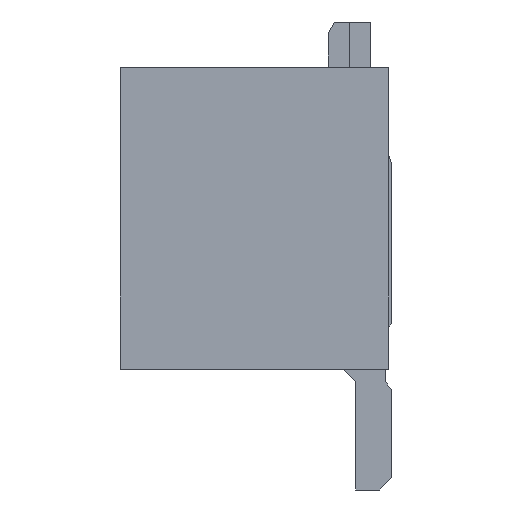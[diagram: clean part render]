
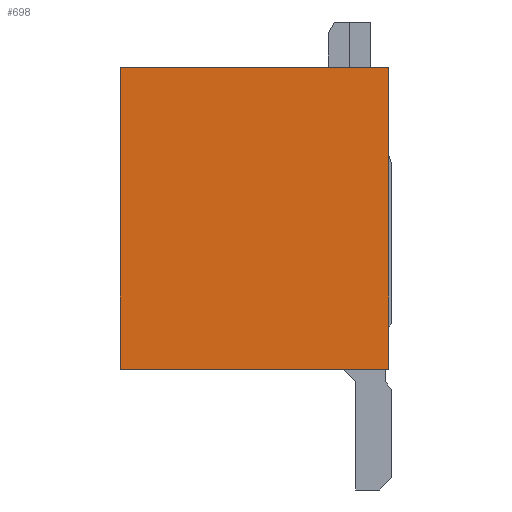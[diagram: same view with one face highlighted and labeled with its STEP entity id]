
A CAD part, left-side view. The second image highlights one B-rep face of the part: STEP entity #698.
In plain terms, the highlighted planar face has unit normal (-1, 0, 0).
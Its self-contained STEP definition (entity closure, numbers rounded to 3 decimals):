
#65 = VERTEX_POINT ( 'NONE', #3276 ) ;
#223 = VECTOR ( 'NONE', #2044, 1000. ) ;
#531 = LINE ( 'NONE', #572, #1161 ) ;
#572 = CARTESIAN_POINT ( 'NONE',  ( 0.8, -2.225, 0. ) ) ;
#609 = PLANE ( 'NONE',  #3753 ) ;
#698 = ADVANCED_FACE ( 'NONE', ( #2248 ), #609, .F. ) ;
#705 = DIRECTION ( 'NONE',  ( 0., 0., -1. ) ) ;
#821 = ORIENTED_EDGE ( 'NONE', *, *, #4100, .T. ) ;
#855 = VERTEX_POINT ( 'NONE', #2616 ) ;
#1027 = EDGE_LOOP ( 'NONE', ( #3222, #3764, #821, #3031 ) ) ;
#1161 = VECTOR ( 'NONE', #1790, 1000. ) ;
#1327 = DIRECTION ( 'NONE',  ( 1., 0., 0. ) ) ;
#1583 = EDGE_CURVE ( 'NONE', #3369, #855, #3315, .T. ) ;
#1788 = VECTOR ( 'NONE', #2084, 1000. ) ;
#1790 = DIRECTION ( 'NONE',  ( 0., -1., 0. ) ) ;
#2044 = DIRECTION ( 'NONE',  ( 0., 1., 0. ) ) ;
#2081 = EDGE_CURVE ( 'NONE', #65, #2435, #531, .T. ) ;
#2084 = DIRECTION ( 'NONE',  ( 0., 0., -1. ) ) ;
#2212 = LINE ( 'NONE', #2837, #3834 ) ;
#2248 = FACE_OUTER_BOUND ( 'NONE', #1027, .T. ) ;
#2390 = EDGE_CURVE ( 'NONE', #3369, #2435, #2212, .T. ) ;
#2435 = VERTEX_POINT ( 'NONE', #2916 ) ;
#2616 = CARTESIAN_POINT ( 'NONE',  ( 0.8, 2.225, 5. ) ) ;
#2729 = CARTESIAN_POINT ( 'NONE',  ( 0.8, -2.225, 5. ) ) ;
#2837 = CARTESIAN_POINT ( 'NONE',  ( 0.8, -2.225, 5.75 ) ) ;
#2916 = CARTESIAN_POINT ( 'NONE',  ( 0.8, -2.225, 0. ) ) ;
#3031 = ORIENTED_EDGE ( 'NONE', *, *, #2081, .T. ) ;
#3080 = CARTESIAN_POINT ( 'NONE',  ( 0.8, 2.225, 5.75 ) ) ;
#3202 = CARTESIAN_POINT ( 'NONE',  ( 0.8, -2.225, 5.75 ) ) ;
#3222 = ORIENTED_EDGE ( 'NONE', *, *, #2390, .F. ) ;
#3225 = CARTESIAN_POINT ( 'NONE',  ( 0.8, -2.225, 5. ) ) ;
#3276 = CARTESIAN_POINT ( 'NONE',  ( 0.8, 2.225, 0. ) ) ;
#3315 = LINE ( 'NONE', #2729, #223 ) ;
#3369 = VERTEX_POINT ( 'NONE', #3225 ) ;
#3753 = AXIS2_PLACEMENT_3D ( 'NONE', #3202, #1327, #3868 ) ;
#3764 = ORIENTED_EDGE ( 'NONE', *, *, #1583, .T. ) ;
#3834 = VECTOR ( 'NONE', #705, 1000. ) ;
#3868 = DIRECTION ( 'NONE',  ( 0., 0., -1. ) ) ;
#4000 = LINE ( 'NONE', #3080, #1788 ) ;
#4100 = EDGE_CURVE ( 'NONE', #855, #65, #4000, .T. ) ;
